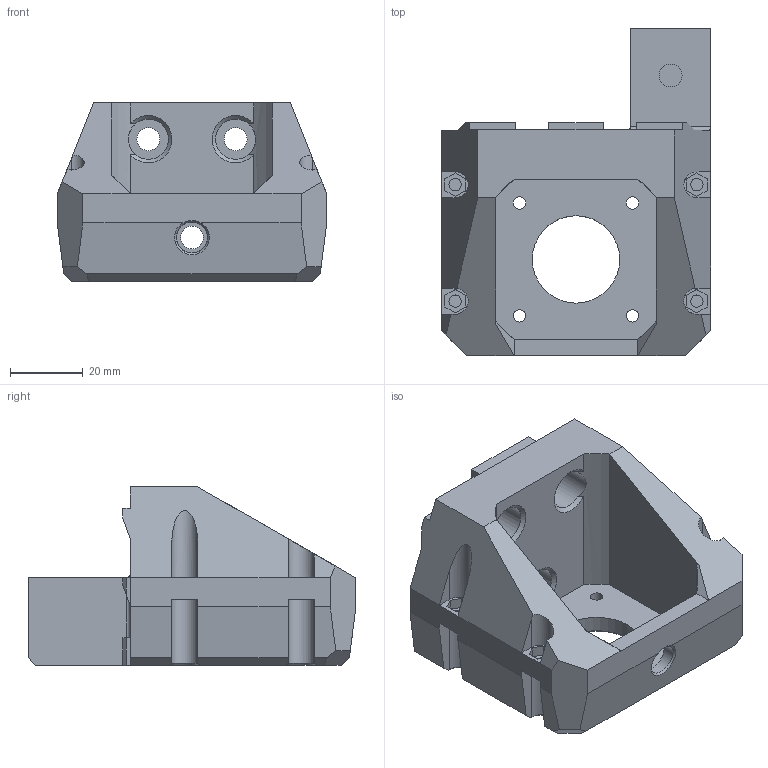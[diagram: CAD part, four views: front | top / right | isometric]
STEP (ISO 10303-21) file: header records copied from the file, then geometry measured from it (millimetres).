
FILE_DESCRIPTION(/* description */ (''),/* implementation_level */ '2;1');
FILE_NAME(/* name */ 'lead_screw_motor_cage_back_3.1.step',/* time_stamp */ '2022-06-06T13:11:01+01:00',/* author */ (''),/* organization */ (''),/* preprocessor_version */ 'ST-DEVELOPER v19',/* originating_system */ 'Autodesk Translation Framework v11.7.0.108',/* authorisation */ '');
FILE_SCHEMA (('AUTOMOTIVE_DESIGN { 1 0 10303 214 3 1 1 }'));
Length unit declared in the file: millimetre
Products named in the file (1): lead_screw_motor_cage_back_3.1
Bounding box: 74 x 90 x 49 mm (x, y, z)
Volume: 110393.3 mm3; surface area: 28694.4 mm2
Topology: 1 solids, 1 shells, 175 faces, 468 edges, 307 vertices
Faces by surface type: plane 129, cylinder 32, cone 13, bspline 1
Full cylindrical faces by diameter (mm): 3.4 x8, 6.3 x4, 8.5 x1, 11 x4, 24 x1
Entity records: 5589 total; most frequent: CARTESIAN_POINT 1122, ORIENTED_EDGE 936, DIRECTION 881, EDGE_CURVE 468, LINE 355, VECTOR 355, VERTEX_POINT 307, AXIS2_PLACEMENT_3D 263
